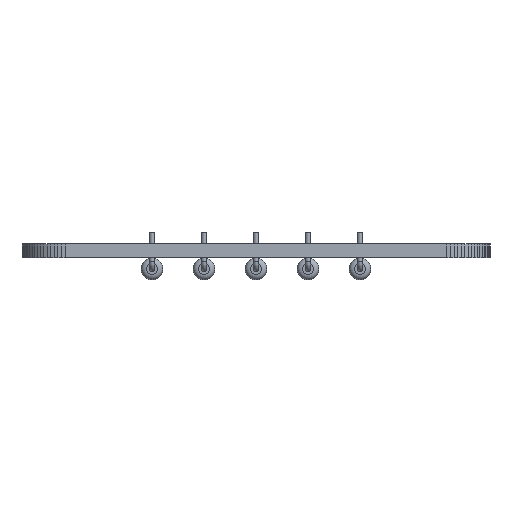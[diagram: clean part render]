
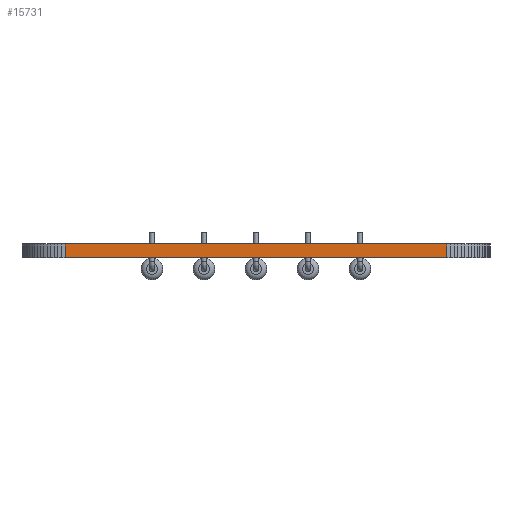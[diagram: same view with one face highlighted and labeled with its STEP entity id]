
A CAD part, left-side view. The second image highlights one B-rep face of the part: STEP entity #15731.
In plain terms, the highlighted planar face has unit normal (-1, 0, 0).
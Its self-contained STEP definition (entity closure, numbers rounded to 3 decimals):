
#1041 = PLANE('',#1042);
#1042 = AXIS2_PLACEMENT_3D('',#1043,#1044,#1045);
#1043 = CARTESIAN_POINT('',(30.,-27.,1.6));
#1044 = DIRECTION('',(-0.,-0.,-1.));
#1045 = DIRECTION('',(-1.,0.,0.));
#1095 = PLANE('',#1096);
#1096 = AXIS2_PLACEMENT_3D('',#1097,#1098,#1099);
#1097 = CARTESIAN_POINT('',(30.,-27.,0.));
#1098 = DIRECTION('',(-0.,-0.,-1.));
#1099 = DIRECTION('',(-1.,0.,0.));
#3584 = VERTEX_POINT('',#3585);
#3585 = CARTESIAN_POINT('',(0.,-49.,0.));
#3599 = PLANE('',#3600);
#3600 = AXIS2_PLACEMENT_3D('',#3601,#3602,#3603);
#3601 = CARTESIAN_POINT('',(0.019,-49.436,0.));
#3602 = DIRECTION('',(-0.999,-0.044,0.));
#3603 = DIRECTION('',(-0.044,0.999,0.));
#3611 = EDGE_CURVE('',#3584,#3612,#3614,.T.);
#3612 = VERTEX_POINT('',#3613);
#3613 = CARTESIAN_POINT('',(0.,-5.,0.));
#3614 = SURFACE_CURVE('',#3615,(#3619,#3626),.PCURVE_S1.);
#3615 = LINE('',#3616,#3617);
#3616 = CARTESIAN_POINT('',(0.,-49.,0.));
#3617 = VECTOR('',#3618,1.);
#3618 = DIRECTION('',(0.,1.,0.));
#3619 = PCURVE('',#1095,#3620);
#3620 = DEFINITIONAL_REPRESENTATION('',(#3621),#3625);
#3621 = LINE('',#3622,#3623);
#3622 = CARTESIAN_POINT('',(30.,-22.));
#3623 = VECTOR('',#3624,1.);
#3624 = DIRECTION('',(0.,1.));
#3625 = ( GEOMETRIC_REPRESENTATION_CONTEXT(2) 
PARAMETRIC_REPRESENTATION_CONTEXT() REPRESENTATION_CONTEXT('2D SPACE',''
  ) );
#3626 = PCURVE('',#3627,#3632);
#3627 = PLANE('',#3628);
#3628 = AXIS2_PLACEMENT_3D('',#3629,#3630,#3631);
#3629 = CARTESIAN_POINT('',(0.,-49.,0.));
#3630 = DIRECTION('',(-1.,0.,0.));
#3631 = DIRECTION('',(0.,1.,0.));
#3632 = DEFINITIONAL_REPRESENTATION('',(#3633),#3637);
#3633 = LINE('',#3634,#3635);
#3634 = CARTESIAN_POINT('',(0.,0.));
#3635 = VECTOR('',#3636,1.);
#3636 = DIRECTION('',(1.,0.));
#3637 = ( GEOMETRIC_REPRESENTATION_CONTEXT(2) 
PARAMETRIC_REPRESENTATION_CONTEXT() REPRESENTATION_CONTEXT('2D SPACE',''
  ) );
#3655 = PLANE('',#3656);
#3656 = AXIS2_PLACEMENT_3D('',#3657,#3658,#3659);
#3657 = CARTESIAN_POINT('',(0.,-5.,0.));
#3658 = DIRECTION('',(-0.999,0.044,0.));
#3659 = DIRECTION('',(0.044,0.999,0.));
#10488 = VERTEX_POINT('',#10489);
#10489 = CARTESIAN_POINT('',(0.,-49.,1.6));
#10510 = EDGE_CURVE('',#10488,#10511,#10513,.T.);
#10511 = VERTEX_POINT('',#10512);
#10512 = CARTESIAN_POINT('',(0.,-5.,1.6));
#10513 = SURFACE_CURVE('',#10514,(#10518,#10525),.PCURVE_S1.);
#10514 = LINE('',#10515,#10516);
#10515 = CARTESIAN_POINT('',(0.,-49.,1.6));
#10516 = VECTOR('',#10517,1.);
#10517 = DIRECTION('',(0.,1.,0.));
#10518 = PCURVE('',#1041,#10519);
#10519 = DEFINITIONAL_REPRESENTATION('',(#10520),#10524);
#10520 = LINE('',#10521,#10522);
#10521 = CARTESIAN_POINT('',(30.,-22.));
#10522 = VECTOR('',#10523,1.);
#10523 = DIRECTION('',(0.,1.));
#10524 = ( GEOMETRIC_REPRESENTATION_CONTEXT(2) 
PARAMETRIC_REPRESENTATION_CONTEXT() REPRESENTATION_CONTEXT('2D SPACE',''
  ) );
#10525 = PCURVE('',#3627,#10526);
#10526 = DEFINITIONAL_REPRESENTATION('',(#10527),#10531);
#10527 = LINE('',#10528,#10529);
#10528 = CARTESIAN_POINT('',(0.,-1.6));
#10529 = VECTOR('',#10530,1.);
#10530 = DIRECTION('',(1.,0.));
#10531 = ( GEOMETRIC_REPRESENTATION_CONTEXT(2) 
PARAMETRIC_REPRESENTATION_CONTEXT() REPRESENTATION_CONTEXT('2D SPACE',''
  ) );
#15681 = EDGE_CURVE('',#3612,#10511,#15682,.T.);
#15682 = SURFACE_CURVE('',#15683,(#15687,#15694),.PCURVE_S1.);
#15683 = LINE('',#15684,#15685);
#15684 = CARTESIAN_POINT('',(0.,-5.,0.));
#15685 = VECTOR('',#15686,1.);
#15686 = DIRECTION('',(0.,0.,1.));
#15687 = PCURVE('',#3655,#15688);
#15688 = DEFINITIONAL_REPRESENTATION('',(#15689),#15693);
#15689 = LINE('',#15690,#15691);
#15690 = CARTESIAN_POINT('',(0.,0.));
#15691 = VECTOR('',#15692,1.);
#15692 = DIRECTION('',(0.,-1.));
#15693 = ( GEOMETRIC_REPRESENTATION_CONTEXT(2) 
PARAMETRIC_REPRESENTATION_CONTEXT() REPRESENTATION_CONTEXT('2D SPACE',''
  ) );
#15694 = PCURVE('',#3627,#15695);
#15695 = DEFINITIONAL_REPRESENTATION('',(#15696),#15700);
#15696 = LINE('',#15697,#15698);
#15697 = CARTESIAN_POINT('',(44.,0.));
#15698 = VECTOR('',#15699,1.);
#15699 = DIRECTION('',(0.,-1.));
#15700 = ( GEOMETRIC_REPRESENTATION_CONTEXT(2) 
PARAMETRIC_REPRESENTATION_CONTEXT() REPRESENTATION_CONTEXT('2D SPACE',''
  ) );
#15731 = ADVANCED_FACE('',(#15732),#3627,.T.);
#15732 = FACE_BOUND('',#15733,.T.);
#15733 = EDGE_LOOP('',(#15734,#15755,#15756,#15757));
#15734 = ORIENTED_EDGE('',*,*,#15735,.T.);
#15735 = EDGE_CURVE('',#3584,#10488,#15736,.T.);
#15736 = SURFACE_CURVE('',#15737,(#15741,#15748),.PCURVE_S1.);
#15737 = LINE('',#15738,#15739);
#15738 = CARTESIAN_POINT('',(0.,-49.,0.));
#15739 = VECTOR('',#15740,1.);
#15740 = DIRECTION('',(0.,0.,1.));
#15741 = PCURVE('',#3627,#15742);
#15742 = DEFINITIONAL_REPRESENTATION('',(#15743),#15747);
#15743 = LINE('',#15744,#15745);
#15744 = CARTESIAN_POINT('',(0.,0.));
#15745 = VECTOR('',#15746,1.);
#15746 = DIRECTION('',(0.,-1.));
#15747 = ( GEOMETRIC_REPRESENTATION_CONTEXT(2) 
PARAMETRIC_REPRESENTATION_CONTEXT() REPRESENTATION_CONTEXT('2D SPACE',''
  ) );
#15748 = PCURVE('',#3599,#15749);
#15749 = DEFINITIONAL_REPRESENTATION('',(#15750),#15754);
#15750 = LINE('',#15751,#15752);
#15751 = CARTESIAN_POINT('',(0.436,0.));
#15752 = VECTOR('',#15753,1.);
#15753 = DIRECTION('',(0.,-1.));
#15754 = ( GEOMETRIC_REPRESENTATION_CONTEXT(2) 
PARAMETRIC_REPRESENTATION_CONTEXT() REPRESENTATION_CONTEXT('2D SPACE',''
  ) );
#15755 = ORIENTED_EDGE('',*,*,#10510,.T.);
#15756 = ORIENTED_EDGE('',*,*,#15681,.F.);
#15757 = ORIENTED_EDGE('',*,*,#3611,.F.);
